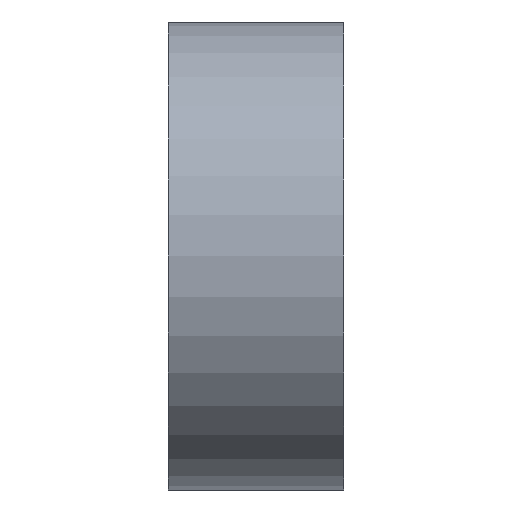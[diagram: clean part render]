
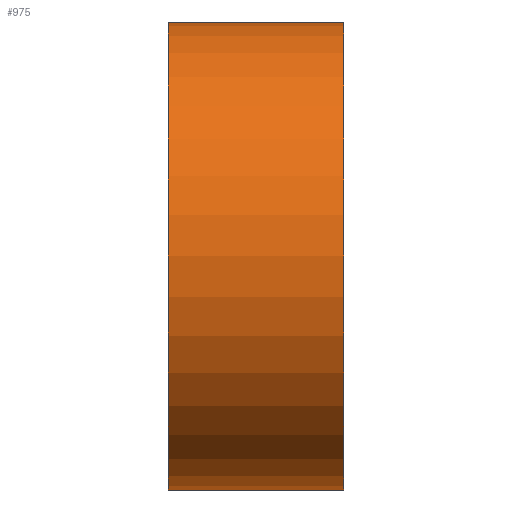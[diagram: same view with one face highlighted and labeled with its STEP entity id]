
A CAD part, left-side view. The second image highlights one B-rep face of the part: STEP entity #975.
In plain terms, the highlighted cylindrical face has radius 6 mm (diameter 12 mm), a partial arc.
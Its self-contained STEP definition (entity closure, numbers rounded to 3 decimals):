
#289 = EDGE_LOOP ( 'NONE', ( #1363, #1391, #1353, #1399 ) ) ;
#381 = CARTESIAN_POINT ( 'NONE',  ( 0., 0., -6. ) ) ;
#427 = CARTESIAN_POINT ( 'NONE',  ( 0., 4.5, -6. ) ) ;
#432 = CARTESIAN_POINT ( 'NONE',  ( 0., 4.5, 6. ) ) ;
#434 = CARTESIAN_POINT ( 'NONE',  ( 0., 0., 6. ) ) ;
#730 = AXIS2_PLACEMENT_3D ( 'NONE', #4812, #4818, #4819 ) ;
#746 = CIRCLE ( 'NONE', #784, 6. ) ;
#776 = VECTOR ( 'NONE', #4875, 1000. ) ;
#780 = CIRCLE ( 'NONE', #730, 6. ) ;
#784 = AXIS2_PLACEMENT_3D ( 'NONE', #4782, #4813, #4805 ) ;
#802 = VECTOR ( 'NONE', #5029, 1000. ) ;
#845 = AXIS2_PLACEMENT_3D ( 'NONE', #2781, #2220, #2251 ) ;
#975 = ADVANCED_FACE ( 'NONE', ( #2223 ), #2768, .T. ) ;
#1353 = ORIENTED_EDGE ( 'NONE', *, *, #2155, .F. ) ;
#1363 = ORIENTED_EDGE ( 'NONE', *, *, #2161, .T. ) ;
#1391 = ORIENTED_EDGE ( 'NONE', *, *, #2195, .F. ) ;
#1399 = ORIENTED_EDGE ( 'NONE', *, *, #2175, .T. ) ;
#2155 = EDGE_CURVE ( 'NONE', #2494, #2543, #746, .T. ) ;
#2161 = EDGE_CURVE ( 'NONE', #2490, #2497, #780, .T. ) ;
#2175 = EDGE_CURVE ( 'NONE', #2494, #2490, #4917, .T. ) ;
#2195 = EDGE_CURVE ( 'NONE', #2543, #2497, #5028, .T. ) ;
#2220 = DIRECTION ( 'NONE',  ( 0., -1., 0. ) ) ;
#2223 = FACE_OUTER_BOUND ( 'NONE', #289, .T. ) ;
#2251 = DIRECTION ( 'NONE',  ( 0., 0., -1. ) ) ;
#2490 = VERTEX_POINT ( 'NONE', #381 ) ;
#2494 = VERTEX_POINT ( 'NONE', #427 ) ;
#2497 = VERTEX_POINT ( 'NONE', #434 ) ;
#2543 = VERTEX_POINT ( 'NONE', #432 ) ;
#2768 = CYLINDRICAL_SURFACE ( 'NONE', #845, 6. ) ;
#2781 = CARTESIAN_POINT ( 'NONE',  ( 0., 4.5, 0. ) ) ;
#4782 = CARTESIAN_POINT ( 'NONE',  ( 0., 4.5, 0. ) ) ;
#4805 = DIRECTION ( 'NONE',  ( 0., 0., 1. ) ) ;
#4812 = CARTESIAN_POINT ( 'NONE',  ( 0., 0., 0. ) ) ;
#4813 = DIRECTION ( 'NONE',  ( 0., 1., 0. ) ) ;
#4818 = DIRECTION ( 'NONE',  ( 0., 1., 0. ) ) ;
#4819 = DIRECTION ( 'NONE',  ( 0., 0., 1. ) ) ;
#4875 = DIRECTION ( 'NONE',  ( 0., -1., 0. ) ) ;
#4913 = CARTESIAN_POINT ( 'NONE',  ( 0., 4.5, -6. ) ) ;
#4917 = LINE ( 'NONE', #4913, #776 ) ;
#4996 = CARTESIAN_POINT ( 'NONE',  ( 0., 4.5, 6. ) ) ;
#5028 = LINE ( 'NONE', #4996, #802 ) ;
#5029 = DIRECTION ( 'NONE',  ( 0., -1., 0. ) ) ;
